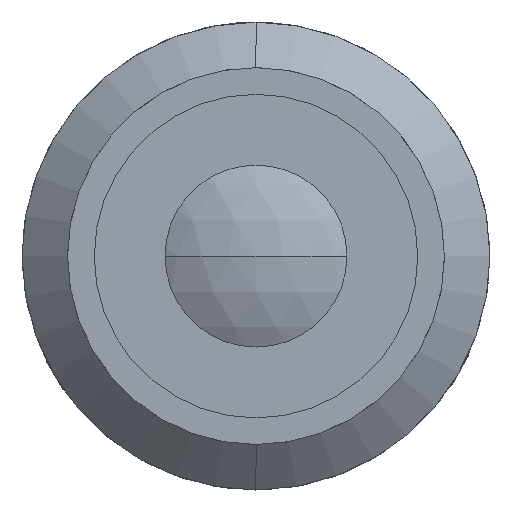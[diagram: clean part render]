
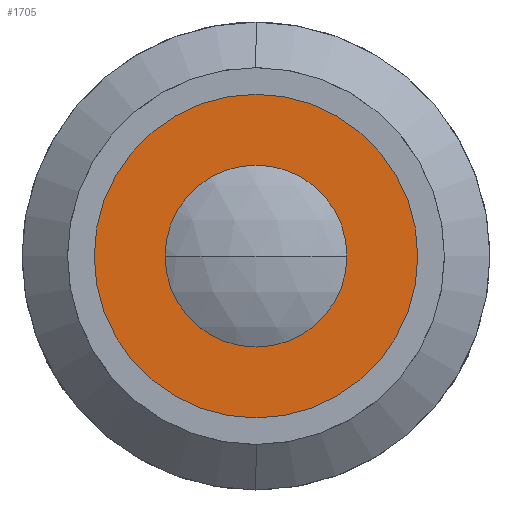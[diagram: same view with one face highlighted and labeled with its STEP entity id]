
A CAD part, left-side view. The second image highlights one B-rep face of the part: STEP entity #1705.
In plain terms, the highlighted planar face has unit normal (-1, 0, 0).
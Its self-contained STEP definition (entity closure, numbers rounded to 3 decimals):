
#96 = EDGE_CURVE ( 'NONE', #3794, #1803, #2851, .T. ) ;
#118 = ORIENTED_EDGE ( 'NONE', *, *, #96, .F. ) ;
#262 = CIRCLE ( 'NONE', #2083, 13.5 ) ;
#317 = CARTESIAN_POINT ( 'NONE',  ( 3.8, 0., 7. ) ) ;
#635 = AXIS2_PLACEMENT_3D ( 'NONE', #1717, #957, #3852 ) ;
#645 = DIRECTION ( 'NONE',  ( 0., 0., 1. ) ) ;
#790 = ORIENTED_EDGE ( 'NONE', *, *, #3849, .T. ) ;
#957 = DIRECTION ( 'NONE',  ( 1., 0., 0. ) ) ;
#1047 = CARTESIAN_POINT ( 'NONE',  ( 3.8, 0., 0. ) ) ;
#1370 = VERTEX_POINT ( 'NONE', #2820 ) ;
#1378 = EDGE_CURVE ( 'NONE', #1803, #3794, #3275, .T. ) ;
#1475 = CARTESIAN_POINT ( 'NONE',  ( 3.8, 0., 13.5 ) ) ;
#1705 = ADVANCED_FACE ( 'NONE', ( #2285, #4467 ), #4282, .F. ) ;
#1717 = CARTESIAN_POINT ( 'NONE',  ( 3.8, 13.5, 0. ) ) ;
#1803 = VERTEX_POINT ( 'NONE', #317 ) ;
#1917 = ORIENTED_EDGE ( 'NONE', *, *, #3986, .T. ) ;
#2083 = AXIS2_PLACEMENT_3D ( 'NONE', #1047, #3899, #645 ) ;
#2191 = AXIS2_PLACEMENT_3D ( 'NONE', #3799, #3078, #4563 ) ;
#2285 = FACE_BOUND ( 'NONE', #3704, .T. ) ;
#2443 = CARTESIAN_POINT ( 'NONE',  ( 3.8, 0., -7. ) ) ;
#2619 = AXIS2_PLACEMENT_3D ( 'NONE', #2688, #4534, #4560 ) ;
#2688 = CARTESIAN_POINT ( 'NONE',  ( 3.8, 0., 0. ) ) ;
#2747 = DIRECTION ( 'NONE',  ( -1., 0., 0. ) ) ;
#2820 = CARTESIAN_POINT ( 'NONE',  ( 3.8, 0., -13.5 ) ) ;
#2851 = CIRCLE ( 'NONE', #2619, 7. ) ;
#3013 = VERTEX_POINT ( 'NONE', #1475 ) ;
#3041 = AXIS2_PLACEMENT_3D ( 'NONE', #3184, #2747, #4242 ) ;
#3078 = DIRECTION ( 'NONE',  ( -1., 0., 0. ) ) ;
#3184 = CARTESIAN_POINT ( 'NONE',  ( 3.8, 0., 0. ) ) ;
#3275 = CIRCLE ( 'NONE', #3041, 7. ) ;
#3601 = ORIENTED_EDGE ( 'NONE', *, *, #1378, .F. ) ;
#3652 = CIRCLE ( 'NONE', #2191, 13.5 ) ;
#3704 = EDGE_LOOP ( 'NONE', ( #3601, #118 ) ) ;
#3794 = VERTEX_POINT ( 'NONE', #2443 ) ;
#3799 = CARTESIAN_POINT ( 'NONE',  ( 3.8, 0., 0. ) ) ;
#3849 = EDGE_CURVE ( 'NONE', #1370, #3013, #3652, .T. ) ;
#3852 = DIRECTION ( 'NONE',  ( 0., 0., -1. ) ) ;
#3899 = DIRECTION ( 'NONE',  ( -1., 0., 0. ) ) ;
#3986 = EDGE_CURVE ( 'NONE', #3013, #1370, #262, .T. ) ;
#4242 = DIRECTION ( 'NONE',  ( 0., 0., 1. ) ) ;
#4282 = PLANE ( 'NONE',  #635 ) ;
#4329 = EDGE_LOOP ( 'NONE', ( #1917, #790 ) ) ;
#4467 = FACE_OUTER_BOUND ( 'NONE', #4329, .T. ) ;
#4534 = DIRECTION ( 'NONE',  ( -1., 0., 0. ) ) ;
#4560 = DIRECTION ( 'NONE',  ( 0., 0., 1. ) ) ;
#4563 = DIRECTION ( 'NONE',  ( 0., 0., 1. ) ) ;
